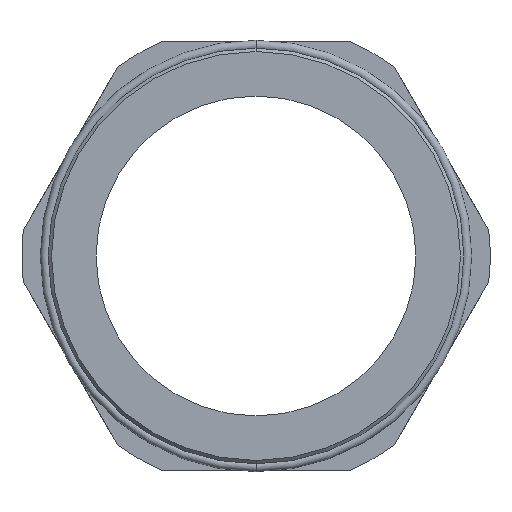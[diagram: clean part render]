
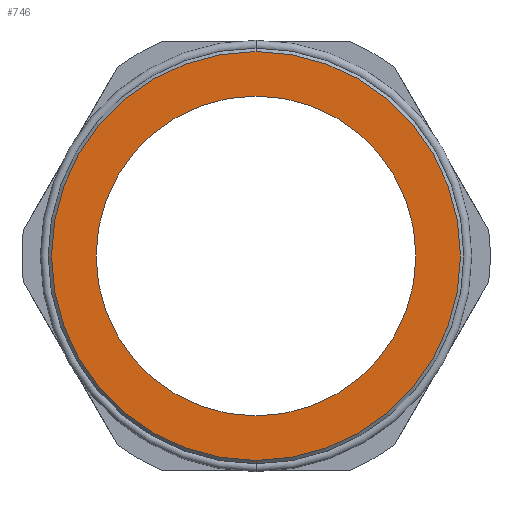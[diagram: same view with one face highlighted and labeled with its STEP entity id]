
A CAD part, front view. The second image highlights one B-rep face of the part: STEP entity #746.
In plain terms, the highlighted planar face has unit normal (0, -1, 0).
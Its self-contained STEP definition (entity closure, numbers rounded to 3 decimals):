
#34 = CIRCLE ( 'NONE', #324, 24.25 ) ;
#36 = CIRCLE ( 'NONE', #321, 31. ) ;
#37 = CIRCLE ( 'NONE', #318, 31. ) ;
#38 = CIRCLE ( 'NONE', #327, 24.25 ) ;
#92 = PLANE ( 'NONE',  #357 ) ;
#93 = CARTESIAN_POINT ( 'NONE',  ( -31.5, -14., 0. ) ) ;
#94 = DIRECTION ( 'NONE',  ( 0., -1., 0. ) ) ;
#95 = DIRECTION ( 'NONE',  ( 0., 0., -1. ) ) ;
#171 = CARTESIAN_POINT ( 'NONE',  ( 0., -14., 0. ) ) ;
#172 = DIRECTION ( 'NONE',  ( 0., 1., 0. ) ) ;
#173 = DIRECTION ( 'NONE',  ( 0., 0., 1. ) ) ;
#177 = CARTESIAN_POINT ( 'NONE',  ( 0., -14., 0. ) ) ;
#178 = DIRECTION ( 'NONE',  ( 0., -1., 0. ) ) ;
#179 = DIRECTION ( 'NONE',  ( 0., 0., -1. ) ) ;
#180 = CARTESIAN_POINT ( 'NONE',  ( 0., -14., 0. ) ) ;
#184 = DIRECTION ( 'NONE',  ( 0., -1., 0. ) ) ;
#185 = DIRECTION ( 'NONE',  ( 0., 0., -1. ) ) ;
#186 = CARTESIAN_POINT ( 'NONE',  ( 0., -14., 0. ) ) ;
#187 = DIRECTION ( 'NONE',  ( 0., 1., 0. ) ) ;
#188 = DIRECTION ( 'NONE',  ( 0., 0., 1. ) ) ;
#318 = AXIS2_PLACEMENT_3D ( 'NONE', #180, #184, #185 ) ;
#321 = AXIS2_PLACEMENT_3D ( 'NONE', #177, #178, #179 ) ;
#324 = AXIS2_PLACEMENT_3D ( 'NONE', #171, #172, #173 ) ;
#327 = AXIS2_PLACEMENT_3D ( 'NONE', #186, #187, #188 ) ;
#357 = AXIS2_PLACEMENT_3D ( 'NONE', #93, #94, #95 ) ;
#359 = FACE_BOUND ( 'NONE', #1049, .T. ) ;
#364 = FACE_OUTER_BOUND ( 'NONE', #1048, .T. ) ;
#530 = CARTESIAN_POINT ( 'NONE',  ( 0., -14., 31. ) ) ;
#531 = CARTESIAN_POINT ( 'NONE',  ( 0., -14., -31. ) ) ;
#535 = CARTESIAN_POINT ( 'NONE',  ( 0., -14., -24.25 ) ) ;
#536 = CARTESIAN_POINT ( 'NONE',  ( 0., -14., 24.25 ) ) ;
#746 = ADVANCED_FACE ( 'NONE', ( #364, #359 ), #92, .T. ) ;
#776 = EDGE_CURVE ( 'NONE', #1073, #1074, #34, .T. ) ;
#778 = EDGE_CURVE ( 'NONE', #1069, #1068, #36, .T. ) ;
#780 = EDGE_CURVE ( 'NONE', #1068, #1069, #37, .T. ) ;
#781 = EDGE_CURVE ( 'NONE', #1074, #1073, #38, .T. ) ;
#988 = ORIENTED_EDGE ( 'NONE', *, *, #778, .T. ) ;
#989 = ORIENTED_EDGE ( 'NONE', *, *, #781, .T. ) ;
#991 = ORIENTED_EDGE ( 'NONE', *, *, #776, .T. ) ;
#1026 = ORIENTED_EDGE ( 'NONE', *, *, #780, .T. ) ;
#1048 = EDGE_LOOP ( 'NONE', ( #1026, #988 ) ) ;
#1049 = EDGE_LOOP ( 'NONE', ( #989, #991 ) ) ;
#1068 = VERTEX_POINT ( 'NONE', #530 ) ;
#1069 = VERTEX_POINT ( 'NONE', #531 ) ;
#1073 = VERTEX_POINT ( 'NONE', #535 ) ;
#1074 = VERTEX_POINT ( 'NONE', #536 ) ;
